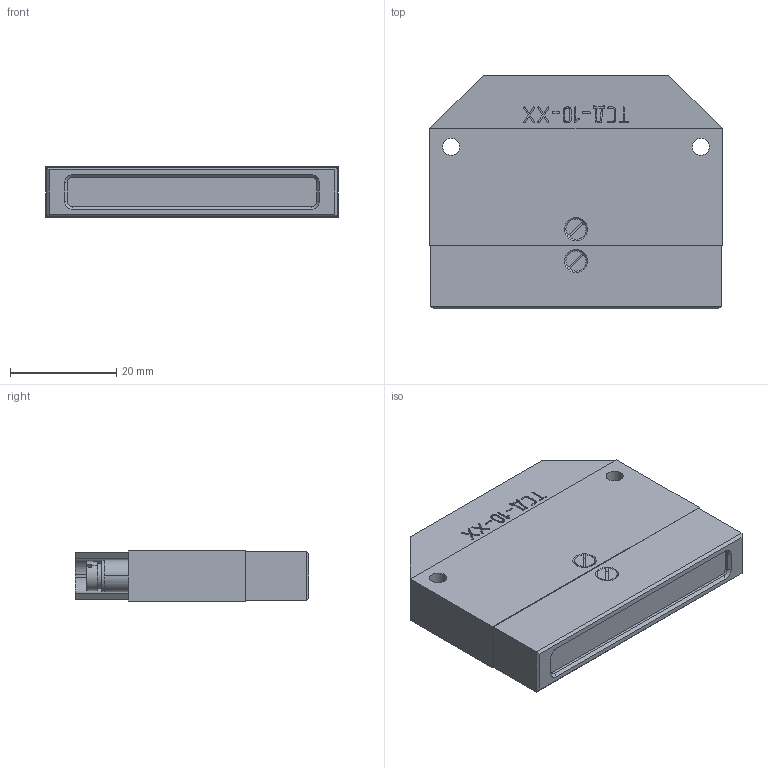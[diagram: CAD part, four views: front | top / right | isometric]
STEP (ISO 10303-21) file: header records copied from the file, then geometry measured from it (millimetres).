
FILE_DESCRIPTION (( 'STEP AP214' ), '1' );
FILE_NAME ('ﾒﾑﾄ-10.STEP', '2015-07-23T07:38:33', ( 'kasatonov' ), ( '' ), 'SwSTEP 2.0', 'SolidWorks 2014', '' );
FILE_SCHEMA (( 'AUTOMOTIVE_DESIGN' ));
Length unit declared in the file: millimetre
Products named in the file (1): ﾒﾑﾄ-10
Bounding box: 55 x 44 x 9.5 mm (x, y, z)
Volume: 9273.7 mm3; surface area: 14069.8 mm2
Topology: 16 solids, 16 shells, 687 faces, 1789 edges, 1154 vertices
Faces by surface type: plane 333, bspline 202, cylinder 96, cone 48, torus 8
Entity records: 32917 total; most frequent: CARTESIAN_POINT 9609, ORIENTED_EDGE 3546, DIRECTION 2585, EDGE_CURVE 1773, VERTEX_POINT 1154, LINE 1093, VECTOR 1093, AXIS2_PLACEMENT_3D 746
